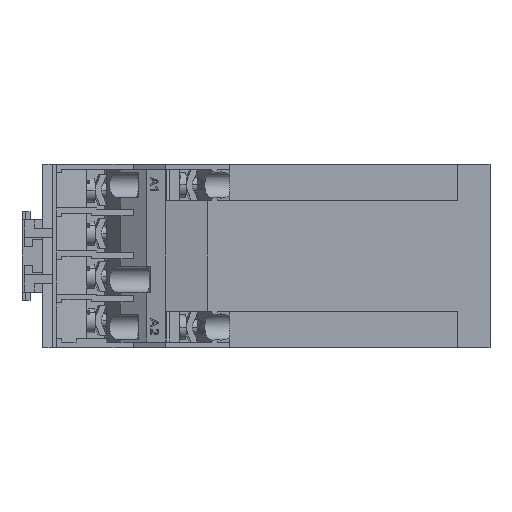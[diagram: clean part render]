
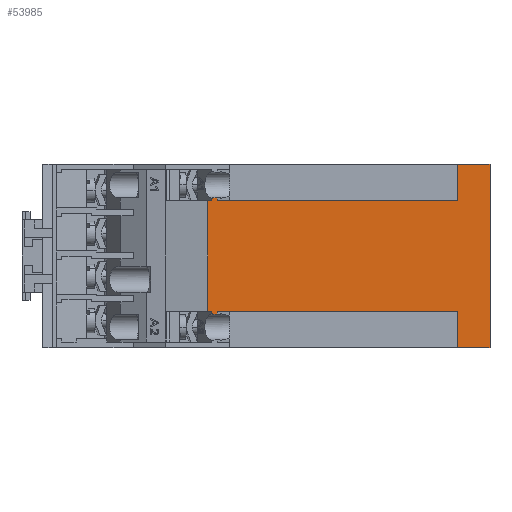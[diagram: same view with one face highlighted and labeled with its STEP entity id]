
A CAD part, left-side view. The second image highlights one B-rep face of the part: STEP entity #53985.
In plain terms, the highlighted planar face has unit normal (-1, 0, 0).
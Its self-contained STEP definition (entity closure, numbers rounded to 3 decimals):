
#375 = CARTESIAN_POINT ( 'NONE',  ( -37., 2.2, 13.75 ) ) ;
#567 = VECTOR ( 'NONE', #18257, 1000. ) ;
#639 = CARTESIAN_POINT ( 'NONE',  ( -37., 2.2, -13.75 ) ) ;
#1648 = VECTOR ( 'NONE', #54254, 1000. ) ;
#4830 = CARTESIAN_POINT ( 'NONE',  ( -37., 61.9, 13.75 ) ) ;
#4838 = VECTOR ( 'NONE', #41741, 1000. ) ;
#5345 = ORIENTED_EDGE ( 'NONE', *, *, #13811, .F. ) ;
#5530 = VERTEX_POINT ( 'NONE', #4830 ) ;
#8418 = CARTESIAN_POINT ( 'NONE',  ( -37., 2.2, -22.75 ) ) ;
#9078 = DIRECTION ( 'NONE',  ( 0., 0., -1. ) ) ;
#9100 = CARTESIAN_POINT ( 'NONE',  ( -37., 64.2, -13.75 ) ) ;
#9402 = CARTESIAN_POINT ( 'NONE',  ( -37., 62.762, -14.375 ) ) ;
#9848 = ORIENTED_EDGE ( 'NONE', *, *, #14885, .T. ) ;
#10612 = CARTESIAN_POINT ( 'NONE',  ( -37., 2.2, 13.75 ) ) ;
#10675 = EDGE_CURVE ( 'NONE', #59814, #43168, #43373, .T. ) ;
#11104 = VECTOR ( 'NONE', #51555, 1000. ) ;
#11880 = VECTOR ( 'NONE', #29905, 1000. ) ;
#12102 = CARTESIAN_POINT ( 'NONE',  ( -37., -5.8, -22.75 ) ) ;
#12150 = DIRECTION ( 'NONE',  ( 0., 1., 0. ) ) ;
#12612 = LINE ( 'NONE', #375, #11104 ) ;
#12968 = LINE ( 'NONE', #60048, #36250 ) ;
#13215 = EDGE_CURVE ( 'NONE', #43357, #18241, #28585, .T. ) ;
#13699 = VERTEX_POINT ( 'NONE', #48642 ) ;
#13811 = EDGE_CURVE ( 'NONE', #56936, #28569, #40298, .T. ) ;
#14005 = EDGE_CURVE ( 'NONE', #43168, #28569, #50779, .T. ) ;
#14014 = EDGE_CURVE ( 'NONE', #56936, #13699, #39521, .T. ) ;
#14100 = EDGE_CURVE ( 'NONE', #13699, #28660, #14801, .T. ) ;
#14107 = EDGE_CURVE ( 'NONE', #28660, #40639, #48980, .T. ) ;
#14109 = DIRECTION ( 'NONE',  ( 0., -1., 0. ) ) ;
#14185 = EDGE_CURVE ( 'NONE', #27032, #40639, #56911, .T. ) ;
#14280 = EDGE_CURVE ( 'NONE', #29374, #27032, #26429, .T. ) ;
#14343 = EDGE_CURVE ( 'NONE', #38544, #29374, #12612, .T. ) ;
#14354 = EDGE_CURVE ( 'NONE', #5530, #38544, #34391, .T. ) ;
#14609 = CARTESIAN_POINT ( 'NONE',  ( -37., 58.8, 13.75 ) ) ;
#14612 = EDGE_CURVE ( 'NONE', #5530, #58770, #29673, .T. ) ;
#14619 = EDGE_CURVE ( 'NONE', #58770, #18241, #35565, .T. ) ;
#14693 = EDGE_CURVE ( 'NONE', #57499, #43357, #39133, .T. ) ;
#14706 = EDGE_CURVE ( 'NONE', #57499, #34601, #12968, .T. ) ;
#14801 = LINE ( 'NONE', #639, #38073 ) ;
#14885 = EDGE_CURVE ( 'NONE', #34601, #59814, #41283, .T. ) ;
#15594 = ORIENTED_EDGE ( 'NONE', *, *, #14107, .T. ) ;
#15650 = ORIENTED_EDGE ( 'NONE', *, *, #14619, .T. ) ;
#15920 = AXIS2_PLACEMENT_3D ( 'NONE', #30658, #39976, #12150 ) ;
#17531 = CARTESIAN_POINT ( 'NONE',  ( -37., 63.2, -14.375 ) ) ;
#18049 = CARTESIAN_POINT ( 'NONE',  ( -37., 61.9, 14.453 ) ) ;
#18106 = CARTESIAN_POINT ( 'NONE',  ( -37., 2.2, 22.75 ) ) ;
#18241 = VERTEX_POINT ( 'NONE', #22039 ) ;
#18257 = DIRECTION ( 'NONE',  ( 0., -1., 0. ) ) ;
#18533 = ORIENTED_EDGE ( 'NONE', *, *, #14185, .F. ) ;
#18769 = CARTESIAN_POINT ( 'NONE',  ( -37., 61.9, -14.453 ) ) ;
#22039 = CARTESIAN_POINT ( 'NONE',  ( -37., 63.2, 14.375 ) ) ;
#22392 = CARTESIAN_POINT ( 'NONE',  ( -37., 63.2, -13.75 ) ) ;
#22511 = CARTESIAN_POINT ( 'NONE',  ( -37., 61.9, 14.453 ) ) ;
#23240 = CARTESIAN_POINT ( 'NONE',  ( -37., 63.2, -14.375 ) ) ;
#24023 = CARTESIAN_POINT ( 'NONE',  ( -37., 63.2, 7.315 ) ) ;
#24039 = DIRECTION ( 'NONE',  ( 0., -1., 0. ) ) ;
#25474 = CARTESIAN_POINT ( 'NONE',  ( -37., 61.9, -13.75 ) ) ;
#26324 = CARTESIAN_POINT ( 'NONE',  ( -37., 61.9, -7.315 ) ) ;
#26429 = LINE ( 'NONE', #35620, #1648 ) ;
#26494 = VECTOR ( 'NONE', #44974, 1000. ) ;
#27032 = VERTEX_POINT ( 'NONE', #54725 ) ;
#27162 = VECTOR ( 'NONE', #14109, 1000. ) ;
#27187 = CARTESIAN_POINT ( 'NONE',  ( -37., 63.2, 14.375 ) ) ;
#27905 = CARTESIAN_POINT ( 'NONE',  ( -37., 58.8, -13.75 ) ) ;
#28223 = VECTOR ( 'NONE', #54801, 1000. ) ;
#28569 = VERTEX_POINT ( 'NONE', #35697 ) ;
#28585 = LINE ( 'NONE', #24023, #40957 ) ;
#28660 = VERTEX_POINT ( 'NONE', #8418 ) ;
#29374 = VERTEX_POINT ( 'NONE', #18106 ) ;
#29673 = LINE ( 'NONE', #40996, #28223 ) ;
#29905 = DIRECTION ( 'NONE',  ( 0., 0., -1. ) ) ;
#30163 = ORIENTED_EDGE ( 'NONE', *, *, #14343, .F. ) ;
#30658 = CARTESIAN_POINT ( 'NONE',  ( -37., -5.8, 22.75 ) ) ;
#33133 = ORIENTED_EDGE ( 'NONE', *, *, #14706, .T. ) ;
#33726 = ORIENTED_EDGE ( 'NONE', *, *, #14005, .T. ) ;
#34391 = LINE ( 'NONE', #14609, #48161 ) ;
#34479 = ORIENTED_EDGE ( 'NONE', *, *, #14014, .T. ) ;
#34601 = VERTEX_POINT ( 'NONE', #9100 ) ;
#35565 =( BOUNDED_CURVE ( )  B_SPLINE_CURVE ( 3, ( #22511, #50333, #54995, #27187 ),
 .UNSPECIFIED., .F., .F. ) 
 B_SPLINE_CURVE_WITH_KNOTS ( ( 4, 4 ),
 ( 4.493, 4.712 ),
 .UNSPECIFIED. ) 
 CURVE ( )  GEOMETRIC_REPRESENTATION_ITEM ( )  RATIONAL_B_SPLINE_CURVE ( ( 1., 0.996, 0.996, 1. ) ) 
 REPRESENTATION_ITEM ( '' )  );
#35620 = CARTESIAN_POINT ( 'NONE',  ( -37., -5.8, 22.75 ) ) ;
#35697 = CARTESIAN_POINT ( 'NONE',  ( -37., 61.9, -14.453 ) ) ;
#36029 = ORIENTED_EDGE ( 'NONE', *, *, #14612, .T. ) ;
#36250 = VECTOR ( 'NONE', #9078, 1000. ) ;
#37074 = CARTESIAN_POINT ( 'NONE',  ( -37., 63.2, -7.315 ) ) ;
#38073 = VECTOR ( 'NONE', #51836, 1000. ) ;
#38544 = VERTEX_POINT ( 'NONE', #10612 ) ;
#38865 = ORIENTED_EDGE ( 'NONE', *, *, #14100, .T. ) ;
#39133 = LINE ( 'NONE', #50728, #567 ) ;
#39521 = LINE ( 'NONE', #27905, #27162 ) ;
#39976 = DIRECTION ( 'NONE',  ( 1., 0., 0. ) ) ;
#40025 = CARTESIAN_POINT ( 'NONE',  ( -37., 64.2, 13.75 ) ) ;
#40298 = LINE ( 'NONE', #26324, #26494 ) ;
#40639 = VERTEX_POINT ( 'NONE', #12102 ) ;
#40957 = VECTOR ( 'NONE', #51818, 1000. ) ;
#40996 = CARTESIAN_POINT ( 'NONE',  ( -37., 61.9, 7.315 ) ) ;
#41283 = LINE ( 'NONE', #42388, #52155 ) ;
#41741 = DIRECTION ( 'NONE',  ( 0., 0., -1. ) ) ;
#42388 = CARTESIAN_POINT ( 'NONE',  ( -37., 66.7, -13.75 ) ) ;
#42588 = DIRECTION ( 'NONE',  ( 0., -1., 0. ) ) ;
#43168 = VERTEX_POINT ( 'NONE', #17531 ) ;
#43357 = VERTEX_POINT ( 'NONE', #46489 ) ;
#43373 = LINE ( 'NONE', #37074, #4838 ) ;
#44974 = DIRECTION ( 'NONE',  ( 0., 0., -1. ) ) ;
#46489 = CARTESIAN_POINT ( 'NONE',  ( -37., 63.2, 13.75 ) ) ;
#46549 = CARTESIAN_POINT ( 'NONE',  ( -37., 62.327, -14.401 ) ) ;
#46845 = ORIENTED_EDGE ( 'NONE', *, *, #14354, .F. ) ;
#47074 = DIRECTION ( 'NONE',  ( 0., -1., 0. ) ) ;
#47151 = CARTESIAN_POINT ( 'NONE',  ( -37., -5.8, -22.75 ) ) ;
#47477 = VECTOR ( 'NONE', #24039, 1000. ) ;
#48161 = VECTOR ( 'NONE', #47074, 1000. ) ;
#48642 = CARTESIAN_POINT ( 'NONE',  ( -37., 2.2, -13.75 ) ) ;
#48980 = LINE ( 'NONE', #47151, #47477 ) ;
#49055 = ORIENTED_EDGE ( 'NONE', *, *, #14280, .F. ) ;
#49110 = ORIENTED_EDGE ( 'NONE', *, *, #13215, .F. ) ;
#50333 = CARTESIAN_POINT ( 'NONE',  ( -37., 62.327, 14.401 ) ) ;
#50728 = CARTESIAN_POINT ( 'NONE',  ( -37., 66.7, 13.75 ) ) ;
#50779 =( BOUNDED_CURVE ( )  B_SPLINE_CURVE ( 3, ( #23240, #9402, #46549, #18769 ),
 .UNSPECIFIED., .F., .F. ) 
 B_SPLINE_CURVE_WITH_KNOTS ( ( 4, 4 ),
 ( 1.571, 1.79 ),
 .UNSPECIFIED. ) 
 CURVE ( )  GEOMETRIC_REPRESENTATION_ITEM ( )  RATIONAL_B_SPLINE_CURVE ( ( 1., 0.996, 0.996, 1. ) ) 
 REPRESENTATION_ITEM ( '' )  );
#51555 = DIRECTION ( 'NONE',  ( 0., 0., 1. ) ) ;
#51818 = DIRECTION ( 'NONE',  ( 0., 0., 1. ) ) ;
#51836 = DIRECTION ( 'NONE',  ( 0., 0., -1. ) ) ;
#52155 = VECTOR ( 'NONE', #42588, 1000. ) ;
#53026 = CARTESIAN_POINT ( 'NONE',  ( -37., -5.8, 22.75 ) ) ;
#53453 = ORIENTED_EDGE ( 'NONE', *, *, #14693, .F. ) ;
#53985 = ADVANCED_FACE ( 'NONE', ( #56850 ), #58463, .F. ) ;
#54060 = ORIENTED_EDGE ( 'NONE', *, *, #10675, .T. ) ;
#54254 = DIRECTION ( 'NONE',  ( 0., -1., 0. ) ) ;
#54725 = CARTESIAN_POINT ( 'NONE',  ( -37., -5.8, 22.75 ) ) ;
#54801 = DIRECTION ( 'NONE',  ( 0., 0., 1. ) ) ;
#54995 = CARTESIAN_POINT ( 'NONE',  ( -37., 62.762, 14.375 ) ) ;
#56850 = FACE_OUTER_BOUND ( 'NONE', #58736, .T. ) ;
#56911 = LINE ( 'NONE', #53026, #11880 ) ;
#56936 = VERTEX_POINT ( 'NONE', #25474 ) ;
#57499 = VERTEX_POINT ( 'NONE', #40025 ) ;
#58463 = PLANE ( 'NONE',  #15920 ) ;
#58736 = EDGE_LOOP ( 'NONE', ( #54060, #33726, #5345, #34479, #38865, #15594, #18533, #49055, #30163, #46845, #36029, #15650, #49110, #53453, #33133, #9848 ) ) ;
#58770 = VERTEX_POINT ( 'NONE', #18049 ) ;
#59814 = VERTEX_POINT ( 'NONE', #22392 ) ;
#60048 = CARTESIAN_POINT ( 'NONE',  ( -37., 64.2, 22.75 ) ) ;
